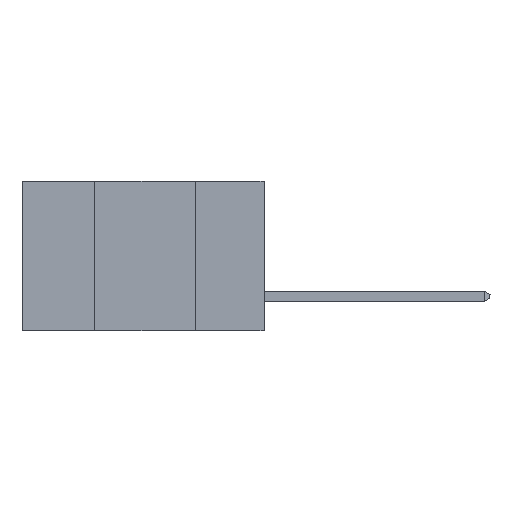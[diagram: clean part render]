
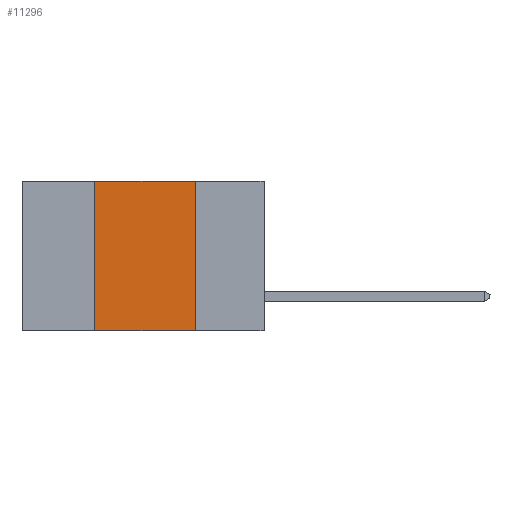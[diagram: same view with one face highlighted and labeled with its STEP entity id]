
A CAD part, left-side view. The second image highlights one B-rep face of the part: STEP entity #11296.
In plain terms, the highlighted planar face has unit normal (-1, 0, 0).
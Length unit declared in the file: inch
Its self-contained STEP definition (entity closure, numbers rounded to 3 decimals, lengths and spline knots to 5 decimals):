
#685 = VECTOR ( 'NONE', #12696, 39.37008 ) ;
#1112 = VERTEX_POINT ( 'NONE', #3007 ) ;
#1738 = VERTEX_POINT ( 'NONE', #15734 ) ;
#2892 = CARTESIAN_POINT ( 'NONE',  ( 0., 0.6, 0. ) ) ;
#3007 = CARTESIAN_POINT ( 'NONE',  ( 0., 0.17, -0.37 ) ) ;
#3266 = CARTESIAN_POINT ( 'NONE',  ( 0., 0.6, 0. ) ) ;
#3313 = EDGE_CURVE ( 'NONE', #22866, #7088, #16203, .T. ) ;
#3401 = CARTESIAN_POINT ( 'NONE',  ( 0., 0.17, -0.37 ) ) ;
#3594 = ORIENTED_EDGE ( 'NONE', *, *, #20276, .T. ) ;
#4632 = PLANE ( 'NONE',  #21600 ) ;
#5155 = FACE_OUTER_BOUND ( 'NONE', #14282, .T. ) ;
#5669 = LINE ( 'NONE', #3401, #15434 ) ;
#7088 = VERTEX_POINT ( 'NONE', #8312 ) ;
#7464 = DIRECTION ( 'NONE',  ( 0., 0., -1. ) ) ;
#8312 = CARTESIAN_POINT ( 'NONE',  ( 0., 0.17, 0. ) ) ;
#8405 = EDGE_CURVE ( 'NONE', #7088, #1112, #5669, .T. ) ;
#9664 = VECTOR ( 'NONE', #13473, 39.37008 ) ;
#10623 = EDGE_CURVE ( 'NONE', #1738, #22866, #21259, .T. ) ;
#11195 = CARTESIAN_POINT ( 'NONE',  ( 0., 0.6, -0.37 ) ) ;
#11296 = ADVANCED_FACE ( 'NONE', ( #5155 ), #4632, .F. ) ;
#11601 = DIRECTION ( 'NONE',  ( 0., 0., 1. ) ) ;
#12696 = DIRECTION ( 'NONE',  ( 0., -1., 0. ) ) ;
#13473 = DIRECTION ( 'NONE',  ( 0., -1., 0. ) ) ;
#14282 = EDGE_LOOP ( 'NONE', ( #21047, #19491, #14304, #3594 ) ) ;
#14304 = ORIENTED_EDGE ( 'NONE', *, *, #10623, .F. ) ;
#15434 = VECTOR ( 'NONE', #7464, 39.37008 ) ;
#15636 = CARTESIAN_POINT ( 'NONE',  ( 0., 0.42, -0.37 ) ) ;
#15734 = CARTESIAN_POINT ( 'NONE',  ( 0., 0.42, -0.37 ) ) ;
#16203 = LINE ( 'NONE', #2892, #685 ) ;
#16294 = DIRECTION ( 'NONE',  ( 1., 0., 0. ) ) ;
#18758 = VECTOR ( 'NONE', #11601, 39.37008 ) ;
#19076 = CARTESIAN_POINT ( 'NONE',  ( 0., 0.42, 0. ) ) ;
#19491 = ORIENTED_EDGE ( 'NONE', *, *, #3313, .F. ) ;
#20276 = EDGE_CURVE ( 'NONE', #1738, #1112, #22741, .T. ) ;
#21047 = ORIENTED_EDGE ( 'NONE', *, *, #8405, .F. ) ;
#21259 = LINE ( 'NONE', #15636, #18758 ) ;
#21600 = AXIS2_PLACEMENT_3D ( 'NONE', #3266, #16294, #24068 ) ;
#22741 = LINE ( 'NONE', #11195, #9664 ) ;
#22866 = VERTEX_POINT ( 'NONE', #19076 ) ;
#24068 = DIRECTION ( 'NONE',  ( 0., 0., -1. ) ) ;
